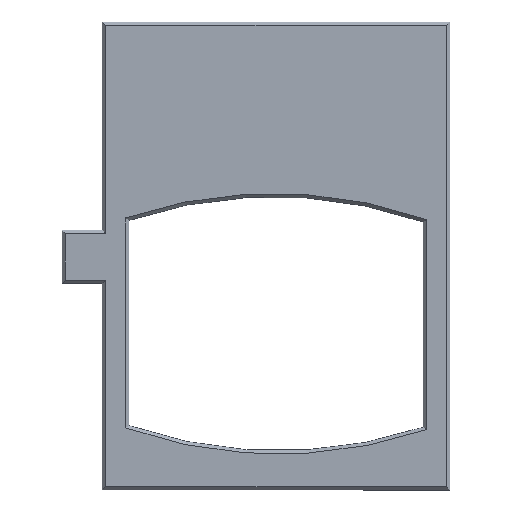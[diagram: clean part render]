
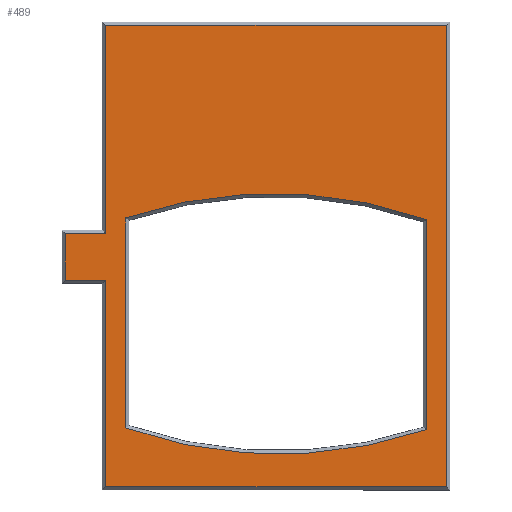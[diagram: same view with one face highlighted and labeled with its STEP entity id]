
A CAD part, top view. The second image highlights one B-rep face of the part: STEP entity #489.
In plain terms, the highlighted planar face has unit normal (0, 0, 1).
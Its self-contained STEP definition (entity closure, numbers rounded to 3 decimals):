
#32=PLANE('',#538);
#59=CIRCLE('',#539,34.333);
#60=CIRCLE('',#540,34.333);
#85=ORIENTED_EDGE('',*,*,#217,.T.);
#86=ORIENTED_EDGE('',*,*,#218,.T.);
#87=ORIENTED_EDGE('',*,*,#219,.T.);
#88=ORIENTED_EDGE('',*,*,#220,.T.);
#89=ORIENTED_EDGE('',*,*,#221,.T.);
#90=ORIENTED_EDGE('',*,*,#222,.T.);
#91=ORIENTED_EDGE('',*,*,#223,.T.);
#92=ORIENTED_EDGE('',*,*,#224,.T.);
#93=ORIENTED_EDGE('',*,*,#225,.T.);
#94=ORIENTED_EDGE('',*,*,#226,.T.);
#95=ORIENTED_EDGE('',*,*,#227,.T.);
#96=ORIENTED_EDGE('',*,*,#228,.T.);
#97=ORIENTED_EDGE('',*,*,#229,.T.);
#217=EDGE_CURVE('',#282,#283,#321,.T.);
#218=EDGE_CURVE('',#283,#284,#322,.T.);
#219=EDGE_CURVE('',#284,#285,#59,.T.);
#220=EDGE_CURVE('',#285,#286,#323,.T.);
#221=EDGE_CURVE('',#286,#282,#60,.T.);
#222=EDGE_CURVE('',#287,#288,#324,.T.);
#223=EDGE_CURVE('',#288,#289,#325,.T.);
#224=EDGE_CURVE('',#289,#290,#326,.T.);
#225=EDGE_CURVE('',#290,#291,#327,.T.);
#226=EDGE_CURVE('',#291,#292,#328,.T.);
#227=EDGE_CURVE('',#292,#293,#329,.T.);
#228=EDGE_CURVE('',#293,#294,#330,.T.);
#229=EDGE_CURVE('',#294,#287,#331,.T.);
#282=VERTEX_POINT('',#749);
#283=VERTEX_POINT('',#750);
#284=VERTEX_POINT('',#752);
#285=VERTEX_POINT('',#754);
#286=VERTEX_POINT('',#756);
#287=VERTEX_POINT('',#759);
#288=VERTEX_POINT('',#760);
#289=VERTEX_POINT('',#762);
#290=VERTEX_POINT('',#764);
#291=VERTEX_POINT('',#766);
#292=VERTEX_POINT('',#768);
#293=VERTEX_POINT('',#770);
#294=VERTEX_POINT('',#772);
#321=LINE('',#748,#376);
#322=LINE('',#751,#377);
#323=LINE('',#755,#378);
#324=LINE('',#758,#379);
#325=LINE('',#761,#380);
#326=LINE('',#763,#381);
#327=LINE('',#765,#382);
#328=LINE('',#767,#383);
#329=LINE('',#769,#384);
#330=LINE('',#771,#385);
#331=LINE('',#773,#386);
#376=VECTOR('',#604,1000.);
#377=VECTOR('',#605,1000.);
#378=VECTOR('',#608,1000.);
#379=VECTOR('',#611,1000.);
#380=VECTOR('',#612,1000.);
#381=VECTOR('',#613,1000.);
#382=VECTOR('',#614,1000.);
#383=VECTOR('',#615,1000.);
#384=VECTOR('',#616,1000.);
#385=VECTOR('',#617,1000.);
#386=VECTOR('',#618,1000.);
#420=EDGE_LOOP('',(#85,#86,#87,#88,#89));
#421=EDGE_LOOP('',(#90,#91,#92,#93,#94,#95,#96,#97));
#454=FACE_BOUND('',#420,.T.);
#455=FACE_BOUND('',#421,.T.);
#489=ADVANCED_FACE('',(#454,#455),#32,.F.);
#538=AXIS2_PLACEMENT_3D('',#747,#602,#603);
#539=AXIS2_PLACEMENT_3D('',#753,#606,#607);
#540=AXIS2_PLACEMENT_3D('',#757,#609,#610);
#602=DIRECTION('',(0.,0.,-1.));
#603=DIRECTION('',(-1.,0.,0.));
#604=DIRECTION('',(0.,1.,0.));
#605=DIRECTION('',(0.,1.,0.));
#606=DIRECTION('',(0.,0.,-1.));
#607=DIRECTION('',(-1.,0.,0.));
#608=DIRECTION('',(0.,-1.,0.));
#609=DIRECTION('',(0.,0.,-1.));
#610=DIRECTION('',(-1.,0.,0.));
#611=DIRECTION('',(1.,0.,0.));
#612=DIRECTION('',(0.,-1.,0.));
#613=DIRECTION('',(1.,0.,0.));
#614=DIRECTION('',(0.,1.,0.));
#615=DIRECTION('',(-1.,0.,0.));
#616=DIRECTION('',(0.,-1.,0.));
#617=DIRECTION('',(-1.,0.,0.));
#618=DIRECTION('',(0.,-1.,0.));
#747=CARTESIAN_POINT('',(100.,64.417,0.));
#748=CARTESIAN_POINT('',(-11.424,-21.583,0.));
#749=CARTESIAN_POINT('',(-11.424,-32.377,0.));
#750=CARTESIAN_POINT('',(-11.424,-21.583,0.));
#751=CARTESIAN_POINT('',(-11.424,-16.848,0.));
#752=CARTESIAN_POINT('',(-11.424,-16.669,0.));
#753=CARTESIAN_POINT('',(-0.348,-49.167,0.));
#754=CARTESIAN_POINT('',(11.077,-16.79,0.));
#755=CARTESIAN_POINT('',(11.076,-32.318,0.));
#756=CARTESIAN_POINT('',(11.076,-32.498,0.));
#757=CARTESIAN_POINT('',(0.,0.,0.));
#758=CARTESIAN_POINT('',(-13.174,-21.333,0.));
#759=CARTESIAN_POINT('',(-15.924,-21.333,0.));
#760=CARTESIAN_POINT('',(-12.924,-21.333,0.));
#761=CARTESIAN_POINT('',(-12.924,64.417,0.));
#762=CARTESIAN_POINT('',(-12.924,-36.763,0.));
#763=CARTESIAN_POINT('',(100.,-36.763,0.));
#764=CARTESIAN_POINT('',(12.576,-36.763,0.));
#765=CARTESIAN_POINT('',(12.576,-2.013,0.));
#766=CARTESIAN_POINT('',(12.576,-2.263,0.));
#767=CARTESIAN_POINT('',(100.,-2.263,0.));
#768=CARTESIAN_POINT('',(-12.924,-2.263,0.));
#769=CARTESIAN_POINT('',(-12.924,-17.583,0.));
#770=CARTESIAN_POINT('',(-12.924,-17.833,0.));
#771=CARTESIAN_POINT('',(-16.174,-17.833,0.));
#772=CARTESIAN_POINT('',(-15.924,-17.833,0.));
#773=CARTESIAN_POINT('',(-15.924,-21.583,0.));
